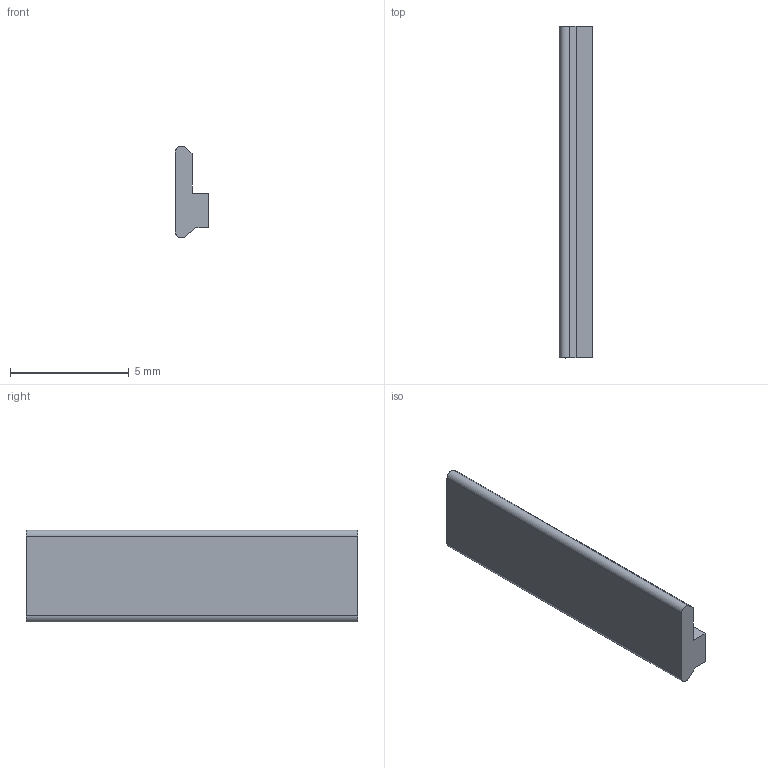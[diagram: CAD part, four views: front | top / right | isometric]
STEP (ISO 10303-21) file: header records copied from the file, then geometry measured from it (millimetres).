
FILE_DESCRIPTION((''),'2;1');
FILE_NAME('_X2_4F53_X0___1_','2024-03-19T',('13001'),(''),'PRO/ENGINEER BY PARAMETRIC TECHNOLOGY CORPORATION, 2012480','PRO/ENGINEER BY PARAMETRIC TECHNOLOGY CORPORATION, 2012480','');
FILE_SCHEMA(('CONFIG_CONTROL_DESIGN'));
Length unit declared in the file: millimetre
Products named in the file (1): _X2_4F53_X0___1_
Bounding box: 1.4 x 14 x 3.87 mm (x, y, z)
Volume: 50.4 mm3; surface area: 145.1 mm2
Topology: 1 solids, 1 shells, 11 faces, 27 edges, 18 vertices
Faces by surface type: plane 9, cylinder 2
Entity records: 363 total; most frequent: CARTESIAN_POINT 56, ORIENTED_EDGE 54, DIRECTION 53, EDGE_CURVE 27, VECTOR 23, LINE 23, VERTEX_POINT 18, AXIS2_PLACEMENT_3D 15
